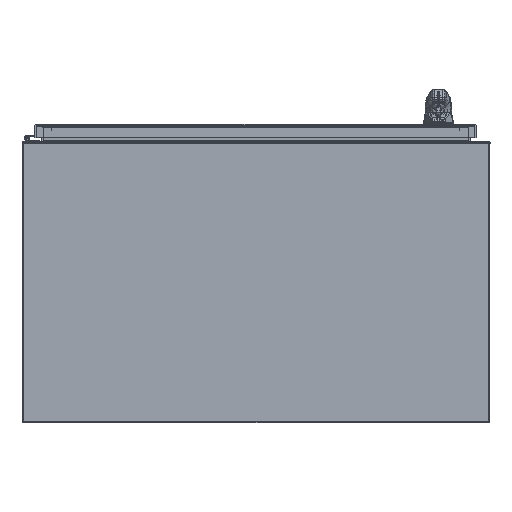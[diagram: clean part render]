
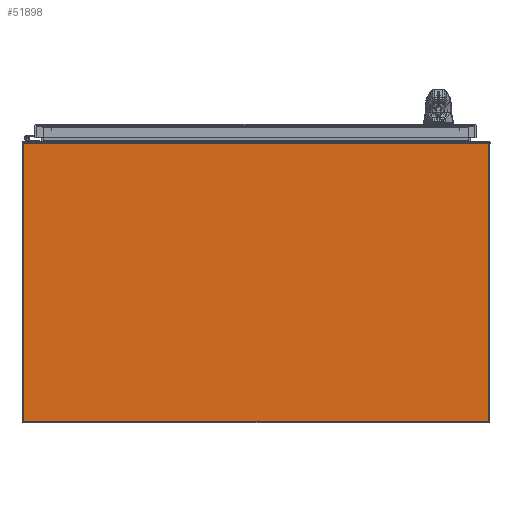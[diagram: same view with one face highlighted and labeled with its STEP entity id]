
A CAD part, front view. The second image highlights one B-rep face of the part: STEP entity #51898.
In plain terms, the highlighted face is planar.
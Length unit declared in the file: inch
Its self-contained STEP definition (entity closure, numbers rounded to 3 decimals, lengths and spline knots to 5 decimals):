
#3109 = CARTESIAN_POINT ( 'NONE',  ( 22.4532, -17.90635, 0. ) ) ;
#4465 = DIRECTION ( 'NONE',  ( -1., 0., 0. ) ) ;
#9239 = VERTEX_POINT ( 'NONE', #87626 ) ;
#12251 = CARTESIAN_POINT ( 'NONE',  ( 29.9376, -17.90635, 0. ) ) ;
#12904 = CARTESIAN_POINT ( 'NONE',  ( 0., -17.90635, 0. ) ) ;
#15076 = FACE_OUTER_BOUND ( 'NONE', #15451, .T. ) ;
#15451 = EDGE_LOOP ( 'NONE', ( #113082, #85155, #72812, #100790 ) ) ;
#20903 = VECTOR ( 'NONE', #66791, 39.37008 ) ;
#32180 = EDGE_CURVE ( 'NONE', #41430, #9239, #122870, .T. ) ;
#41430 = VERTEX_POINT ( 'NONE', #12904 ) ;
#41498 = EDGE_CURVE ( 'NONE', #103512, #41430, #94436, .T. ) ;
#46136 = EDGE_CURVE ( 'NONE', #133180, #103512, #76652, .T. ) ;
#51898 = ADVANCED_FACE ( 'NONE', ( #15076 ), #121572, .F. ) ;
#53344 = EDGE_CURVE ( 'NONE', #9239, #133180, #81316, .T. ) ;
#55261 = AXIS2_PLACEMENT_3D ( 'NONE', #119594, #119444, #118922 ) ;
#58687 = DIRECTION ( 'NONE',  ( 0., -1., 0. ) ) ;
#59092 = CARTESIAN_POINT ( 'NONE',  ( 29.9376, 0., 0. ) ) ;
#64629 = CARTESIAN_POINT ( 'NONE',  ( 0., -18.0313, 0. ) ) ;
#66791 = DIRECTION ( 'NONE',  ( 0., 1., 0. ) ) ;
#72812 = ORIENTED_EDGE ( 'NONE', *, *, #53344, .T. ) ;
#76652 = LINE ( 'NONE', #59092, #138647 ) ;
#79975 = CARTESIAN_POINT ( 'NONE',  ( 0., 0., 0. ) ) ;
#81316 = LINE ( 'NONE', #79975, #114331 ) ;
#84342 = DIRECTION ( 'NONE',  ( 1., 0., 0. ) ) ;
#85155 = ORIENTED_EDGE ( 'NONE', *, *, #32180, .T. ) ;
#87626 = CARTESIAN_POINT ( 'NONE',  ( 0., 0., 0. ) ) ;
#94436 = LINE ( 'NONE', #3109, #156528 ) ;
#100790 = ORIENTED_EDGE ( 'NONE', *, *, #46136, .T. ) ;
#103512 = VERTEX_POINT ( 'NONE', #12251 ) ;
#113082 = ORIENTED_EDGE ( 'NONE', *, *, #41498, .T. ) ;
#114331 = VECTOR ( 'NONE', #84342, 39.37008 ) ;
#118922 = DIRECTION ( 'NONE',  ( 1., 0., 0. ) ) ;
#119444 = DIRECTION ( 'NONE',  ( 0., 0., 1. ) ) ;
#119594 = CARTESIAN_POINT ( 'NONE',  ( 14.9688, -9.01565, 0. ) ) ;
#121572 = PLANE ( 'NONE',  #55261 ) ;
#121824 = CARTESIAN_POINT ( 'NONE',  ( 29.9376, 0., 0. ) ) ;
#122870 = LINE ( 'NONE', #64629, #20903 ) ;
#133180 = VERTEX_POINT ( 'NONE', #121824 ) ;
#138647 = VECTOR ( 'NONE', #58687, 39.37008 ) ;
#156528 = VECTOR ( 'NONE', #4465, 39.37008 ) ;
